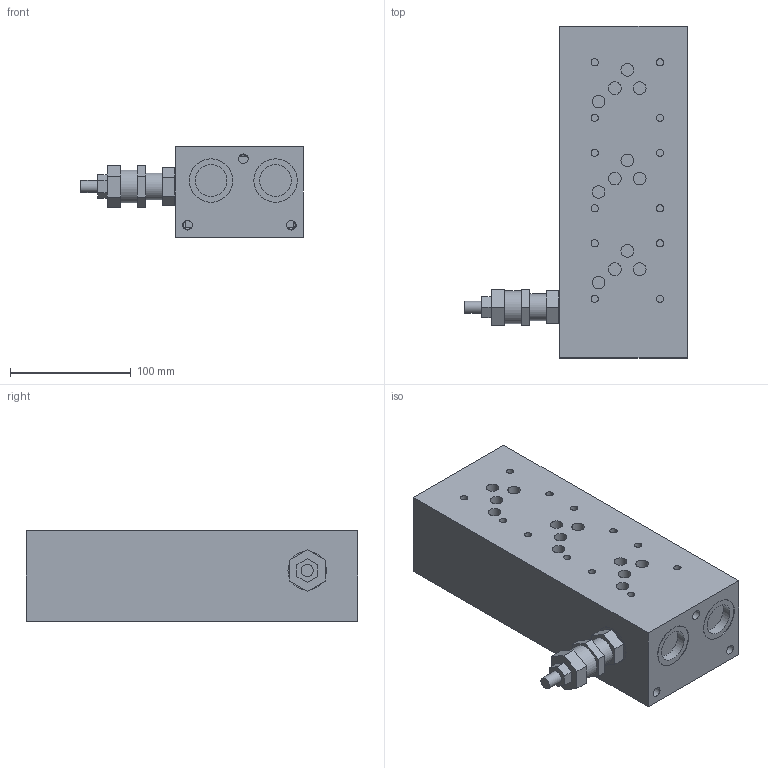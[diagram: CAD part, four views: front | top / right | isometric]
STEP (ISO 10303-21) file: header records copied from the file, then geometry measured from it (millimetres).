
FILE_DESCRIPTION(/* description */ ('Unknown'),/* implementation_level */ '2;1');
FILE_NAME(/* name */ 'PC.94130',/* time_stamp */ '2016-12-02T11:42:47+01:00',/* author */ ('Unknown'),/* organization */ ('Unknown'),/* preprocessor_version */ 'ST-DEVELOPER v16.7',/* originating_system */ 'DEX',/* authorisation */ $);
FILE_SCHEMA (('CONFIG_CONTROL_DESIGN'));
Length unit declared in the file: millimetre
Products named in the file (1): PC.94130
Bounding box: 184.55 x 275 x 75 mm (x, y, z)
Volume: 2157796.9 mm3; surface area: 138839.1 mm2
Topology: 1 solids, 2 shells, 201 faces, 410 edges, 271 vertices
Faces by surface type: plane 116, cylinder 78, cone 7
Full cylindrical faces by diameter (mm): 6 x12, 8 x7, 10.1 x1, 10.5 x12, 13.2 x1, 22 x1, 22.1 x1, 26 x1, 26.1 x1, 26.441 x10, 27.1 x1, 32 x1, 36 x10
Entity records: 4981 total; most frequent: DIRECTION 883, CARTESIAN_POINT 882, ORIENTED_EDGE 686, AXIS2_PLACEMENT_3D 365, EDGE_CURVE 343, EDGE_LOOP 322, FACE_BOUND 322, VERTEX_POINT 263
